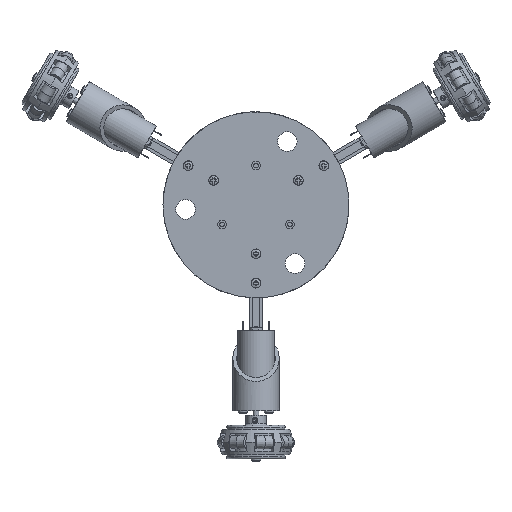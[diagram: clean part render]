
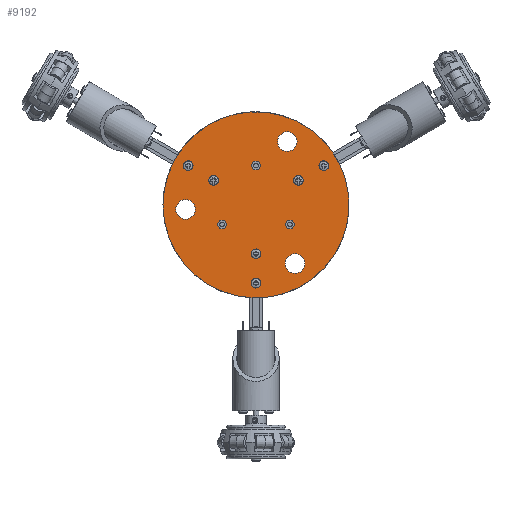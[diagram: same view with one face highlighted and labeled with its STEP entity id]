
A CAD part, front view. The second image highlights one B-rep face of the part: STEP entity #9192.
In plain terms, the highlighted planar face has unit normal (0, -1, 0).
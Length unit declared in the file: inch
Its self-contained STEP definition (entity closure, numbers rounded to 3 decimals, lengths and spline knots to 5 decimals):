
#1905=PLANE($,#9895);
#2265=FACE_BOUND($,#3147,.T.);
#2266=FACE_BOUND($,#3148,.T.);
#2267=FACE_BOUND($,#3149,.T.);
#2268=FACE_BOUND($,#3150,.T.);
#2269=FACE_BOUND($,#3151,.T.);
#2270=FACE_BOUND($,#3152,.T.);
#2271=FACE_BOUND($,#3153,.T.);
#2272=FACE_BOUND($,#3154,.T.);
#2273=FACE_BOUND($,#3155,.T.);
#2274=FACE_BOUND($,#3156,.T.);
#2275=FACE_BOUND($,#3157,.T.);
#2276=FACE_BOUND($,#3158,.T.);
#2277=FACE_BOUND($,#3159,.T.);
#3147=EDGE_LOOP($,(#6789));
#3148=EDGE_LOOP($,(#6790));
#3149=EDGE_LOOP($,(#6791));
#3150=EDGE_LOOP($,(#6792));
#3151=EDGE_LOOP($,(#6793));
#3152=EDGE_LOOP($,(#6794));
#3153=EDGE_LOOP($,(#6795));
#3154=EDGE_LOOP($,(#6796));
#3155=EDGE_LOOP($,(#6797));
#3156=EDGE_LOOP($,(#6798));
#3157=EDGE_LOOP($,(#6799));
#3158=EDGE_LOOP($,(#6800));
#3159=EDGE_LOOP($,(#6801));
#3830=CIRCLE($,#9761,0.25);
#3832=CIRCLE($,#9766,0.06);
#3834=CIRCLE($,#9771,0.06);
#3836=CIRCLE($,#9774,0.0675);
#3838=CIRCLE($,#9777,0.25);
#3840=CIRCLE($,#9782,0.06);
#3842=CIRCLE($,#9787,0.06);
#3844=CIRCLE($,#9790,0.0675);
#3878=CIRCLE($,#9835,2.375);
#3888=CIRCLE($,#9861,0.0675);
#3889=CIRCLE($,#9863,0.25);
#3890=CIRCLE($,#9865,0.06);
#3892=CIRCLE($,#9868,0.06);
#4272=VERTEX_POINT($,#13733);
#4282=VERTEX_POINT($,#13756);
#4292=VERTEX_POINT($,#13779);
#4294=VERTEX_POINT($,#13784);
#4296=VERTEX_POINT($,#13789);
#4306=VERTEX_POINT($,#13812);
#4316=VERTEX_POINT($,#13835);
#4318=VERTEX_POINT($,#13840);
#4352=VERTEX_POINT($,#13939);
#4369=VERTEX_POINT($,#14002);
#4370=VERTEX_POINT($,#14005);
#4371=VERTEX_POINT($,#14008);
#4373=VERTEX_POINT($,#14013);
#5168=EDGE_CURVE($,#4272,#4272,#3830,.T.);
#5178=EDGE_CURVE($,#4282,#4282,#3832,.T.);
#5188=EDGE_CURVE($,#4292,#4292,#3834,.T.);
#5190=EDGE_CURVE($,#4294,#4294,#3836,.T.);
#5192=EDGE_CURVE($,#4296,#4296,#3838,.T.);
#5202=EDGE_CURVE($,#4306,#4306,#3840,.T.);
#5212=EDGE_CURVE($,#4316,#4316,#3842,.T.);
#5214=EDGE_CURVE($,#4318,#4318,#3844,.T.);
#5268=EDGE_CURVE($,#4352,#4352,#3878,.T.);
#5298=EDGE_CURVE($,#4369,#4369,#3888,.T.);
#5299=EDGE_CURVE($,#4370,#4370,#3889,.T.);
#5300=EDGE_CURVE($,#4371,#4371,#3890,.T.);
#5302=EDGE_CURVE($,#4373,#4373,#3892,.T.);
#6789=ORIENTED_EDGE($,*,*,#5168,.T.);
#6790=ORIENTED_EDGE($,*,*,#5178,.T.);
#6791=ORIENTED_EDGE($,*,*,#5188,.T.);
#6792=ORIENTED_EDGE($,*,*,#5190,.T.);
#6793=ORIENTED_EDGE($,*,*,#5192,.T.);
#6794=ORIENTED_EDGE($,*,*,#5202,.T.);
#6795=ORIENTED_EDGE($,*,*,#5212,.T.);
#6796=ORIENTED_EDGE($,*,*,#5214,.T.);
#6797=ORIENTED_EDGE($,*,*,#5298,.T.);
#6798=ORIENTED_EDGE($,*,*,#5299,.T.);
#6799=ORIENTED_EDGE($,*,*,#5300,.T.);
#6800=ORIENTED_EDGE($,*,*,#5302,.T.);
#6801=ORIENTED_EDGE($,*,*,#5268,.T.);
#9192=ADVANCED_FACE($,(#2265,#2266,#2267,#2268,#2269,#2270,#2271,#2272,
#2273,#2274,#2275,#2276,#2277),#1905,.F.);
#9761=AXIS2_PLACEMENT_3D($,#13734,#10901,#10902);
#9766=AXIS2_PLACEMENT_3D($,#13757,#10919,#10920);
#9771=AXIS2_PLACEMENT_3D($,#13780,#10937,#10938);
#9774=AXIS2_PLACEMENT_3D($,#13785,#10943,#10944);
#9777=AXIS2_PLACEMENT_3D($,#13790,#10949,#10950);
#9782=AXIS2_PLACEMENT_3D($,#13813,#10967,#10968);
#9787=AXIS2_PLACEMENT_3D($,#13836,#10985,#10986);
#9790=AXIS2_PLACEMENT_3D($,#13841,#10991,#10992);
#9835=AXIS2_PLACEMENT_3D($,#13940,#11101,#11102);
#9861=AXIS2_PLACEMENT_3D($,#14003,#11173,#11174);
#9863=AXIS2_PLACEMENT_3D($,#14006,#11177,#11178);
#9865=AXIS2_PLACEMENT_3D($,#14009,#11181,#11182);
#9868=AXIS2_PLACEMENT_3D($,#14014,#11187,#11188);
#9895=AXIS2_PLACEMENT_3D($,#14084,#11265,#11266);
#10901=DIRECTION('center_axis',(0.,1.,0.));
#10902=DIRECTION('ref_axis',(0.5,0.,-0.866));
#10919=DIRECTION('center_axis',(0.,1.,0.));
#10920=DIRECTION('ref_axis',(0.5,0.,-0.866));
#10937=DIRECTION('center_axis',(0.,1.,0.));
#10938=DIRECTION('ref_axis',(0.5,0.,-0.866));
#10943=DIRECTION('center_axis',(0.,1.,0.));
#10944=DIRECTION('ref_axis',(0.5,0.,-0.866));
#10949=DIRECTION('center_axis',(0.,1.,0.));
#10950=DIRECTION('ref_axis',(0.5,0.,0.866));
#10967=DIRECTION('center_axis',(0.,1.,0.));
#10968=DIRECTION('ref_axis',(0.5,0.,0.866));
#10985=DIRECTION('center_axis',(0.,1.,0.));
#10986=DIRECTION('ref_axis',(0.5,0.,0.866));
#10991=DIRECTION('center_axis',(0.,1.,0.));
#10992=DIRECTION('ref_axis',(0.5,0.,0.866));
#11101=DIRECTION('center_axis',(0.,-1.,0.));
#11102=DIRECTION('ref_axis',(1.,0.,0.));
#11173=DIRECTION('center_axis',(0.,1.,0.));
#11174=DIRECTION('ref_axis',(-1.,0.,0.));
#11177=DIRECTION('center_axis',(0.,1.,0.));
#11178=DIRECTION('ref_axis',(-1.,0.,0.));
#11181=DIRECTION('center_axis',(0.,1.,0.));
#11182=DIRECTION('ref_axis',(-1.,0.,0.));
#11187=DIRECTION('center_axis',(0.,1.,0.));
#11188=DIRECTION('ref_axis',(-1.,0.,0.));
#11265=DIRECTION('center_axis',(0.,1.,0.));
#11266=DIRECTION('ref_axis',(0.,0.,1.));
#13733=CARTESIAN_POINT('',(0.67404,0.,1.83253));
#13734=CARTESIAN_POINT('Origin',(0.79904,0.,1.61603));
#13756=CARTESIAN_POINT('',(1.70205,0.,1.05196));
#13757=CARTESIAN_POINT('Origin',(1.73205,0.,1.));
#13779=CARTESIAN_POINT('',(1.05253,0.,0.67696));
#13780=CARTESIAN_POINT('Origin',(1.08253,0.,0.625));
#13784=CARTESIAN_POINT('',(-0.89978,0.,-0.44154));
#13785=CARTESIAN_POINT('Origin',(-0.86603,0.,-0.5));
#13789=CARTESIAN_POINT('',(-1.92404,0.,-0.33253));
#13790=CARTESIAN_POINT('Origin',(-1.79904,0.,-0.11603));
#13812=CARTESIAN_POINT('',(-1.76205,0.,0.94804));
#13813=CARTESIAN_POINT('Origin',(-1.73205,0.,1.));
#13835=CARTESIAN_POINT('',(-1.11253,0.,0.57304));
#13836=CARTESIAN_POINT('Origin',(-1.08253,0.,0.625));
#13840=CARTESIAN_POINT('',(0.83228,0.,-0.55846));
#13841=CARTESIAN_POINT('Origin',(0.86603,0.,-0.5));
#13939=CARTESIAN_POINT('',(-2.375,0.,0.));
#13940=CARTESIAN_POINT('Origin',(0.,0.,0.));
#14002=CARTESIAN_POINT('',(0.0675,0.,1.));
#14003=CARTESIAN_POINT('Origin',(0.,0.,1.));
#14005=CARTESIAN_POINT('',(1.25,0.,-1.5));
#14006=CARTESIAN_POINT('Origin',(1.,0.,-1.5));
#14008=CARTESIAN_POINT('',(0.06,0.,-2.));
#14009=CARTESIAN_POINT('Origin',(0.,0.,-2.));
#14013=CARTESIAN_POINT('',(0.06,0.,-1.25));
#14014=CARTESIAN_POINT('Origin',(0.,0.,-1.25));
#14084=CARTESIAN_POINT('Origin',(0.,0.,0.));
